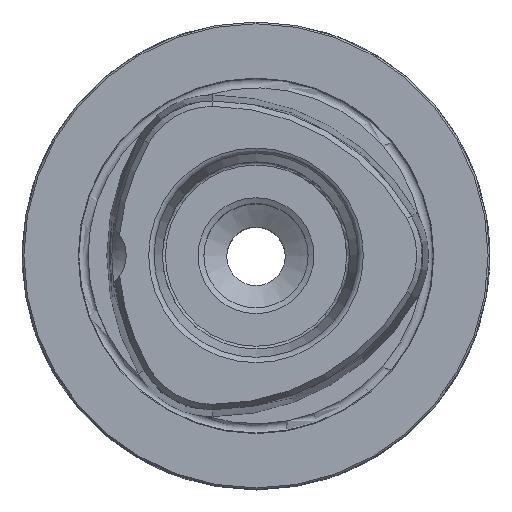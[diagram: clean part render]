
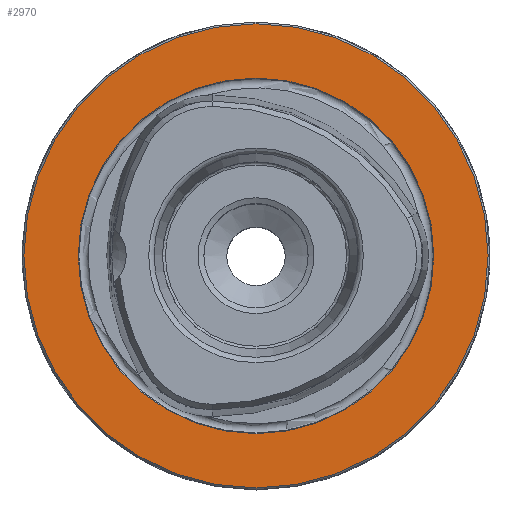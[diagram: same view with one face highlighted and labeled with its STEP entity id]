
A CAD part, top view. The second image highlights one B-rep face of the part: STEP entity #2970.
In plain terms, the highlighted planar face has unit normal (0, 0, 1).
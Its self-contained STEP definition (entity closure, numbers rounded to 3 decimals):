
#556=ORIENTED_EDGE('',*,*,#942,.T.);
#557=ORIENTED_EDGE('',*,*,#941,.F.);
#941=EDGE_CURVE('',#1144,#1144,#1283,.T.);
#942=EDGE_CURVE('',#1145,#1145,#1284,.T.);
#1144=VERTEX_POINT('',#4578);
#1145=VERTEX_POINT('',#4581);
#1283=CIRCLE('',#3211,30.414);
#1284=CIRCLE('',#3213,39.7);
#1425=EDGE_LOOP('',(#556));
#1426=EDGE_LOOP('',(#557));
#1667=FACE_BOUND('',#1425,.T.);
#1668=FACE_BOUND('',#1426,.T.);
#1838=PLANE('',#3212);
#2970=ADVANCED_FACE('',(#1667,#1668),#1838,.T.);
#3211=AXIS2_PLACEMENT_3D('',#4577,#3675,#3676);
#3212=AXIS2_PLACEMENT_3D('',#4579,#3677,#3678);
#3213=AXIS2_PLACEMENT_3D('',#4580,#3679,#3680);
#3675=DIRECTION('',(0.,0.,1.));
#3676=DIRECTION('',(1.,0.,0.));
#3677=DIRECTION('',(0.,0.,1.));
#3678=DIRECTION('',(1.,0.,0.));
#3679=DIRECTION('',(0.,0.,1.));
#3680=DIRECTION('',(1.,0.,0.));
#4577=CARTESIAN_POINT('',(0.,0.,0.));
#4578=CARTESIAN_POINT('',(30.414,0.,0.));
#4579=CARTESIAN_POINT('',(30.25,0.,0.));
#4580=CARTESIAN_POINT('',(0.,0.,0.));
#4581=CARTESIAN_POINT('',(39.7,0.,0.));
